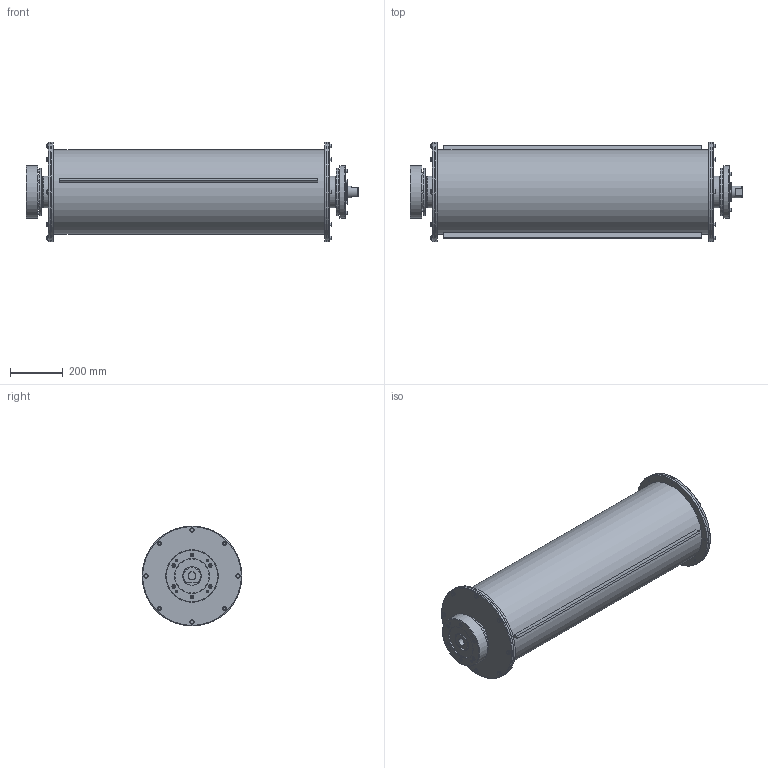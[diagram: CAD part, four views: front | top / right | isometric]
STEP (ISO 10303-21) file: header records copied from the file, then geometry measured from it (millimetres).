
FILE_DESCRIPTION(/* description */ ('RMD-XX-32'),/* implementation_level */ '2;1');
FILE_NAME(/* name */ 'E0062434_RMD-10-32-RN-X-OR-30S2.stp',/* time_stamp */ '2016-10-20T09:03:57+02:00',/* author */ ('dd'),/* organization */ (''),/* preprocessor_version */ 'ST-DEVELOPER v15.6',/* originating_system */ 'Autodesk Inventor 2015',/* authorisation */ '');
FILE_SCHEMA (('AUTOMOTIVE_DESIGN { 1 0 10303 214 3 1 1 }'));
Length unit declared in the file: millimetre
Products named in the file (1): E0062434
Bounding box: 1264 x 380 x 380 mm (x, y, z)
Volume: 15809205.1 mm3; surface area: 3462937.5 mm2
Topology: 3 solids, 3 shells, 1010 faces, 2249 edges, 1504 vertices
Faces by surface type: plane 532, cylinder 235, cone 180, torus 63
Full cylindrical faces by diameter (mm): 6.647 x30, 7.323 x16, 8 x28, 8.376 x4, 8.4 x16, 9 x28, 11 x12, 11.4 x16, 13 x20, 13.5 x4, 13.835 x1, 14 x6, 15 x4, 16 x16, 17 x1, 45 x1, 48 x1, 50 x2, 60 x2, 70 x2, 72 x2, 80 x1, 120 x2, 130 x3, 131 x2, 180 x2, 200 x2, 305 x2, 316 x1, 322 x1
Entity records: 26240 total; most frequent: CARTESIAN_POINT 4882, DIRECTION 4146, ORIENTED_EDGE 3434, EDGE_CURVE 1715, AXIS2_PLACEMENT_3D 1696, EDGE_LOOP 1659, VERTEX_POINT 1300, FACE_OUTER_BOUND 1010
